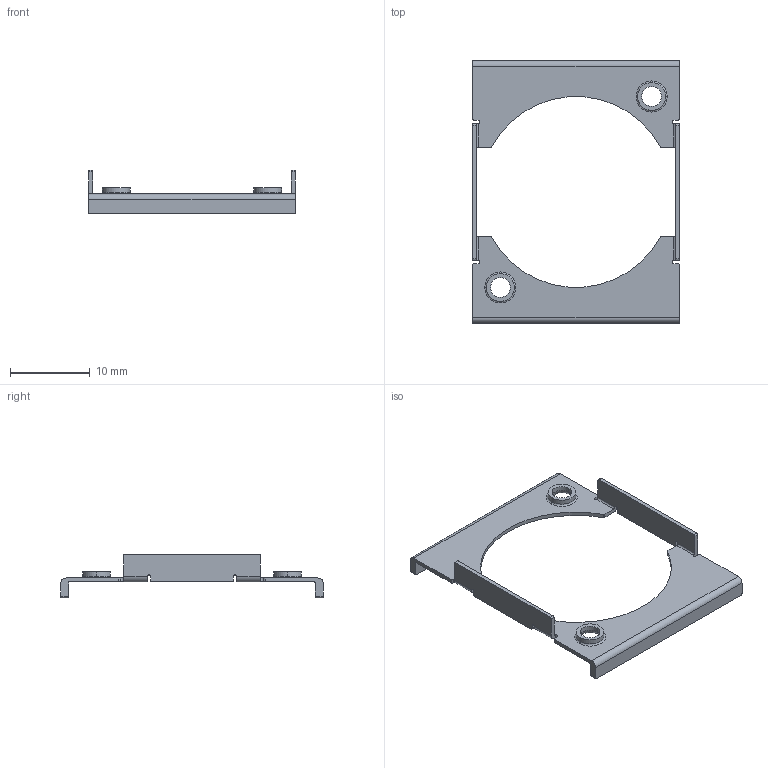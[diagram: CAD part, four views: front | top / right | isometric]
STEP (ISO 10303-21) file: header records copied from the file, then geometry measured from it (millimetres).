
FILE_DESCRIPTION((''),'2;1');
FILE_NAME('D-MFD','2015-07-14T',('tho'),(''),'PRO/ENGINEER BY PARAMETRIC TECHNOLOGY CORPORATION, 2013430','PRO/ENGINEER BY PARAMETRIC TECHNOLOGY CORPORATION, 2013430','');
FILE_SCHEMA(('AUTOMOTIVE_DESIGN_CC2 { 1 2 10303 214 -1 1 5 2 }'));
Length unit declared in the file: millimetre
Products named in the file (1): D-MFD
Bounding box: 26 x 33 x 5.5 mm (x, y, z)
Volume: 340.9 mm3; surface area: 1285.4 mm2
Topology: 1 solids, 1 shells, 97 faces, 261 edges, 166 vertices
Faces by surface type: cylinder 49, plane 40, torus 8
Entity records: 3292 total; most frequent: DIRECTION 569, CARTESIAN_POINT 524, ORIENTED_EDGE 522, EDGE_CURVE 261, AXIS2_PLACEMENT_3D 211, COLOUR_RGB 209, VERTEX_POINT 166, VECTOR 147
